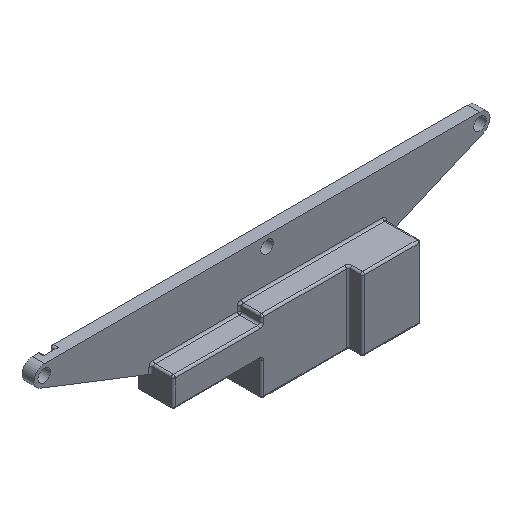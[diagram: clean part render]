
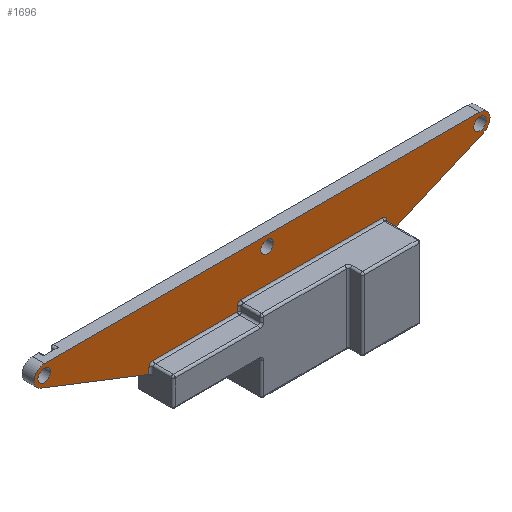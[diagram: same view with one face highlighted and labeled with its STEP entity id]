
A CAD part, isometric view. The second image highlights one B-rep face of the part: STEP entity #1696.
In plain terms, the highlighted planar face has unit normal (0, -1, 0).
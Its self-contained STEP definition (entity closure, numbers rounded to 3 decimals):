
#36=FACE_BOUND('',#259,.T.);
#37=FACE_BOUND('',#260,.T.);
#38=FACE_BOUND('',#261,.T.);
#62=PLANE('',#1892);
#153=FACE_OUTER_BOUND('',#258,.T.);
#258=EDGE_LOOP('',(#1404,#1405,#1406,#1407,#1408,#1409,#1410,#1411,#1412,
#1413,#1414,#1415,#1416));
#259=EDGE_LOOP('',(#1417));
#260=EDGE_LOOP('',(#1418));
#261=EDGE_LOOP('',(#1419));
#301=LINE('',#2489,#461);
#326=LINE('',#2577,#486);
#393=LINE('',#2815,#553);
#395=LINE('',#2826,#555);
#396=LINE('',#2832,#556);
#397=LINE('',#2837,#557);
#398=LINE('',#2843,#558);
#400=LINE('',#2848,#560);
#461=VECTOR('',#1949,10.);
#486=VECTOR('',#2026,10.);
#553=VECTOR('',#2291,10.);
#555=VECTOR('',#2305,10.);
#556=VECTOR('',#2314,10.);
#557=VECTOR('',#2321,10.);
#558=VECTOR('',#2330,10.);
#560=VECTOR('',#2336,10.);
#683=CIRCLE('',#1870,2.);
#686=CIRCLE('',#1877,2.);
#692=CIRCLE('',#1889,2.);
#693=CIRCLE('',#1893,5.);
#694=CIRCLE('',#1894,5.);
#695=CIRCLE('',#1895,3.1);
#696=CIRCLE('',#1896,3.1);
#697=CIRCLE('',#1897,3.1);
#706=VERTEX_POINT('',#2486);
#707=VERTEX_POINT('',#2488);
#743=VERTEX_POINT('',#2574);
#744=VERTEX_POINT('',#2576);
#813=VERTEX_POINT('',#2806);
#814=VERTEX_POINT('',#2808);
#816=VERTEX_POINT('',#2813);
#818=VERTEX_POINT('',#2820);
#819=VERTEX_POINT('',#2822);
#820=VERTEX_POINT('',#2828);
#821=VERTEX_POINT('',#2835);
#822=VERTEX_POINT('',#2839);
#823=VERTEX_POINT('',#2847);
#824=VERTEX_POINT('',#2851);
#825=VERTEX_POINT('',#2853);
#826=VERTEX_POINT('',#2855);
#858=EDGE_CURVE('',#706,#707,#301,.T.);
#902=EDGE_CURVE('',#743,#744,#326,.T.);
#1016=EDGE_CURVE('',#813,#814,#683,.T.);
#1019=EDGE_CURVE('',#816,#813,#393,.T.);
#1023=EDGE_CURVE('',#818,#819,#686,.T.);
#1025=EDGE_CURVE('',#814,#818,#395,.T.);
#1028=EDGE_CURVE('',#819,#820,#396,.T.);
#1031=EDGE_CURVE('',#821,#706,#397,.T.);
#1033=EDGE_CURVE('',#822,#821,#692,.T.);
#1034=EDGE_CURVE('',#820,#822,#398,.T.);
#1036=EDGE_CURVE('',#816,#823,#400,.T.);
#1037=EDGE_CURVE('',#744,#823,#693,.T.);
#1038=EDGE_CURVE('',#707,#743,#694,.T.);
#1039=EDGE_CURVE('',#824,#824,#695,.T.);
#1040=EDGE_CURVE('',#825,#825,#696,.T.);
#1041=EDGE_CURVE('',#826,#826,#697,.T.);
#1404=ORIENTED_EDGE('',*,*,#1031,.F.);
#1405=ORIENTED_EDGE('',*,*,#1033,.F.);
#1406=ORIENTED_EDGE('',*,*,#1034,.F.);
#1407=ORIENTED_EDGE('',*,*,#1028,.F.);
#1408=ORIENTED_EDGE('',*,*,#1023,.F.);
#1409=ORIENTED_EDGE('',*,*,#1025,.F.);
#1410=ORIENTED_EDGE('',*,*,#1016,.F.);
#1411=ORIENTED_EDGE('',*,*,#1019,.F.);
#1412=ORIENTED_EDGE('',*,*,#1036,.T.);
#1413=ORIENTED_EDGE('',*,*,#1037,.F.);
#1414=ORIENTED_EDGE('',*,*,#902,.F.);
#1415=ORIENTED_EDGE('',*,*,#1038,.F.);
#1416=ORIENTED_EDGE('',*,*,#858,.F.);
#1417=ORIENTED_EDGE('',*,*,#1039,.F.);
#1418=ORIENTED_EDGE('',*,*,#1040,.F.);
#1419=ORIENTED_EDGE('',*,*,#1041,.F.);
#1696=ADVANCED_FACE('',(#153,#36,#37,#38),#62,.F.);
#1870=AXIS2_PLACEMENT_3D('',#2809,#2283,#2284);
#1877=AXIS2_PLACEMENT_3D('',#2823,#2299,#2300);
#1889=AXIS2_PLACEMENT_3D('',#2841,#2326,#2327);
#1892=AXIS2_PLACEMENT_3D('',#2846,#2334,#2335);
#1893=AXIS2_PLACEMENT_3D('',#2849,#2337,#2338);
#1894=AXIS2_PLACEMENT_3D('',#2850,#2339,#2340);
#1895=AXIS2_PLACEMENT_3D('',#2852,#2341,#2342);
#1896=AXIS2_PLACEMENT_3D('',#2854,#2343,#2344);
#1897=AXIS2_PLACEMENT_3D('',#2856,#2345,#2346);
#1949=DIRECTION('',(-0.932,0.,0.363));
#2026=DIRECTION('',(1.,0.,0.));
#2283=DIRECTION('center_axis',(0.,-1.,0.));
#2284=DIRECTION('ref_axis',(0.707,0.,0.707));
#2291=DIRECTION('',(0.,0.,1.));
#2299=DIRECTION('center_axis',(0.,-1.,0.));
#2300=DIRECTION('ref_axis',(-0.707,0.,0.707));
#2305=DIRECTION('',(-1.,0.,0.));
#2314=DIRECTION('',(0.,0.,-1.));
#2321=DIRECTION('',(0.,0.,-1.));
#2326=DIRECTION('center_axis',(0.,-1.,0.));
#2327=DIRECTION('ref_axis',(-0.707,0.,0.707));
#2330=DIRECTION('',(-1.,0.,0.));
#2334=DIRECTION('center_axis',(0.,1.,0.));
#2335=DIRECTION('ref_axis',(1.,0.,0.));
#2336=DIRECTION('',(0.917,0.,0.399));
#2337=DIRECTION('center_axis',(0.,1.,0.));
#2338=DIRECTION('ref_axis',(0.,0.,1.));
#2339=DIRECTION('center_axis',(0.,1.,0.));
#2340=DIRECTION('ref_axis',(-0.363,0.,-0.932));
#2341=DIRECTION('center_axis',(0.,-1.,0.));
#2342=DIRECTION('ref_axis',(1.,0.,0.));
#2343=DIRECTION('center_axis',(0.,-1.,0.));
#2344=DIRECTION('ref_axis',(1.,0.,0.));
#2345=DIRECTION('center_axis',(0.,-1.,0.));
#2346=DIRECTION('ref_axis',(1.,0.,0.));
#2486=CARTESIAN_POINT('',(-58.6,0.,-549.61));
#2488=CARTESIAN_POINT('',(-112.414,0.,-528.659));
#2489=CARTESIAN_POINT('',(-57.6,0.,-549.999));
#2574=CARTESIAN_POINT('',(-110.598,0.,-518.999));
#2576=CARTESIAN_POINT('',(105.6,0.,-518.999));
#2577=CARTESIAN_POINT('',(-110.598,0.,-518.999));
#2806=CARTESIAN_POINT('',(59.4,0.,-542.319));
#2808=CARTESIAN_POINT('',(57.4,0.,-540.319));
#2809=CARTESIAN_POINT('Origin',(57.4,0.,-542.319));
#2813=CARTESIAN_POINT('',(59.4,0.,-549.564));
#2815=CARTESIAN_POINT('',(59.4,0.,-537.909));
#2820=CARTESIAN_POINT('',(-12.7,0.,-540.319));
#2822=CARTESIAN_POINT('',(-14.7,0.,-542.319));
#2823=CARTESIAN_POINT('Origin',(-12.7,0.,-542.319));
#2826=CARTESIAN_POINT('',(-8.1,0.,-540.319));
#2828=CARTESIAN_POINT('',(-14.7,0.,-544.549));
#2832=CARTESIAN_POINT('',(-14.7,0.,-555.909));
#2835=CARTESIAN_POINT('',(-58.6,0.,-546.549));
#2837=CARTESIAN_POINT('',(-58.6,0.,-547.224));
#2839=CARTESIAN_POINT('',(-56.6,0.,-544.549));
#2841=CARTESIAN_POINT('Origin',(-56.6,0.,-546.549));
#2843=CARTESIAN_POINT('',(-30.05,0.,-544.549));
#2846=CARTESIAN_POINT('Origin',(-2.5,0.,-534.499));
#2847=CARTESIAN_POINT('',(107.596,0.,-528.584));
#2848=CARTESIAN_POINT('',(58.4,0.,-549.999));
#2849=CARTESIAN_POINT('Origin',(105.6,0.,-523.999));
#2850=CARTESIAN_POINT('Origin',(-110.6,0.,-523.999));
#2851=CARTESIAN_POINT('',(-3.1,0.,-523.999));
#2852=CARTESIAN_POINT('Origin',(0.,0.,-523.999));
#2853=CARTESIAN_POINT('',(-113.7,0.,-523.999));
#2854=CARTESIAN_POINT('Origin',(-110.6,0.,-523.999));
#2855=CARTESIAN_POINT('',(102.5,0.,-523.999));
#2856=CARTESIAN_POINT('Origin',(105.6,0.,-523.999));
